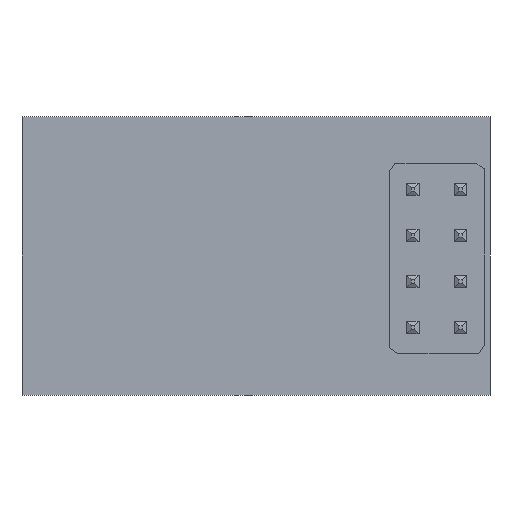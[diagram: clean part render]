
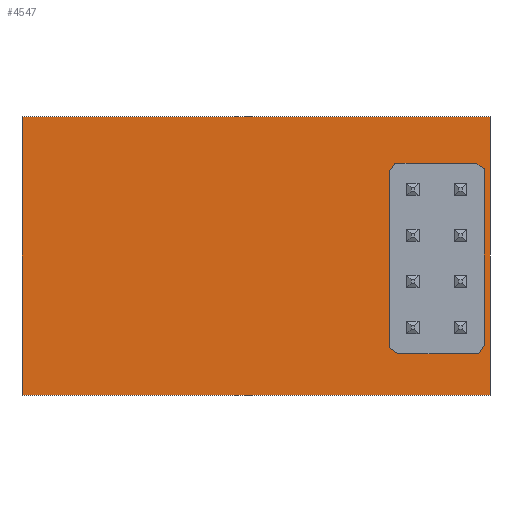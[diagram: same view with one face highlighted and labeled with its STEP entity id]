
A CAD part, front view. The second image highlights one B-rep face of the part: STEP entity #4547.
In plain terms, the highlighted planar face has unit normal (0, -1, 0).
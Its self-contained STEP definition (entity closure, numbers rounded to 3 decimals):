
#37 = VERTEX_POINT ( 'NONE', #2189 ) ;
#75 = VECTOR ( 'NONE', #4440, 1000. ) ;
#115 = LINE ( 'NONE', #8023, #7372 ) ;
#204 = PLANE ( 'NONE',  #615 ) ;
#260 = DIRECTION ( 'NONE',  ( 0., 0., -1. ) ) ;
#288 = CARTESIAN_POINT ( 'NONE',  ( 19.745, 0., -12.45 ) ) ;
#348 = ORIENTED_EDGE ( 'NONE', *, *, #8251, .F. ) ;
#438 = VECTOR ( 'NONE', #4080, 1000. ) ;
#529 = EDGE_CURVE ( 'NONE', #8327, #2364, #8660, .T. ) ;
#615 = AXIS2_PLACEMENT_3D ( 'NONE', #2921, #7036, #3006 ) ;
#684 = CARTESIAN_POINT ( 'NONE',  ( 19.745, 0., -12.45 ) ) ;
#921 = LINE ( 'NONE', #6736, #2062 ) ;
#982 = ORIENTED_EDGE ( 'NONE', *, *, #8604, .F. ) ;
#990 = VECTOR ( 'NONE', #6177, 1000. ) ;
#1051 = CARTESIAN_POINT ( 'NONE',  ( 24.3, 0., -2.45 ) ) ;
#1152 = CARTESIAN_POINT ( 'NONE',  ( 23.855, 0., -2.45 ) ) ;
#1170 = ORIENTED_EDGE ( 'NONE', *, *, #6495, .F. ) ;
#1180 = LINE ( 'NONE', #1051, #3284 ) ;
#1317 = ORIENTED_EDGE ( 'NONE', *, *, #4566, .F. ) ;
#1693 = CARTESIAN_POINT ( 'NONE',  ( 24.6, 0., 0. ) ) ;
#1744 = VERTEX_POINT ( 'NONE', #4423 ) ;
#1844 = LINE ( 'NONE', #8411, #75 ) ;
#1891 = CARTESIAN_POINT ( 'NONE',  ( 24., 0., -12.45 ) ) ;
#1900 = EDGE_CURVE ( 'NONE', #8137, #7686, #3995, .T. ) ;
#2062 = VECTOR ( 'NONE', #2703, 1000. ) ;
#2072 = VERTEX_POINT ( 'NONE', #8072 ) ;
#2189 = CARTESIAN_POINT ( 'NONE',  ( 0., 0., -14.65 ) ) ;
#2234 = CARTESIAN_POINT ( 'NONE',  ( 0., 0., 0. ) ) ;
#2245 = CARTESIAN_POINT ( 'NONE',  ( 19.6, 0., -2.45 ) ) ;
#2264 = VECTOR ( 'NONE', #260, 1000. ) ;
#2267 = VECTOR ( 'NONE', #5406, 1000. ) ;
#2312 = VERTEX_POINT ( 'NONE', #1152 ) ;
#2364 = VERTEX_POINT ( 'NONE', #5814 ) ;
#2589 = DIRECTION ( 'NONE',  ( 0.559, 0., 0.829 ) ) ;
#2703 = DIRECTION ( 'NONE',  ( 0., 0., 1. ) ) ;
#2789 = EDGE_CURVE ( 'NONE', #3037, #3019, #3859, .T. ) ;
#2791 = FACE_BOUND ( 'NONE', #8423, .T. ) ;
#2805 = LINE ( 'NONE', #3528, #990 ) ;
#2826 = DIRECTION ( 'NONE',  ( 0., 0., -1. ) ) ;
#2838 = VECTOR ( 'NONE', #4522, 1000. ) ;
#2921 = CARTESIAN_POINT ( 'NONE',  ( 0., 0., 0. ) ) ;
#3006 = DIRECTION ( 'NONE',  ( 0., 0., -1. ) ) ;
#3019 = VERTEX_POINT ( 'NONE', #5418 ) ;
#3037 = VERTEX_POINT ( 'NONE', #684 ) ;
#3284 = VECTOR ( 'NONE', #4990, 1000. ) ;
#3517 = EDGE_CURVE ( 'NONE', #2312, #6749, #2805, .T. ) ;
#3528 = CARTESIAN_POINT ( 'NONE',  ( 23.855, 0., -2.45 ) ) ;
#3616 = EDGE_CURVE ( 'NONE', #8137, #3019, #3934, .T. ) ;
#3649 = CARTESIAN_POINT ( 'NONE',  ( 19.3, 0., -2.895 ) ) ;
#3711 = ORIENTED_EDGE ( 'NONE', *, *, #2789, .T. ) ;
#3791 = ORIENTED_EDGE ( 'NONE', *, *, #8012, .T. ) ;
#3859 = LINE ( 'NONE', #288, #2838 ) ;
#3934 = LINE ( 'NONE', #5396, #7128 ) ;
#3995 = LINE ( 'NONE', #5226, #5039 ) ;
#4080 = DIRECTION ( 'NONE',  ( 1., 0., 0. ) ) ;
#4088 = CARTESIAN_POINT ( 'NONE',  ( 0., 0., -14.65 ) ) ;
#4244 = VERTEX_POINT ( 'NONE', #1891 ) ;
#4267 = ORIENTED_EDGE ( 'NONE', *, *, #4715, .F. ) ;
#4299 = VECTOR ( 'NONE', #7035, 1000. ) ;
#4395 = CARTESIAN_POINT ( 'NONE',  ( 24.3, 0., -12.45 ) ) ;
#4423 = CARTESIAN_POINT ( 'NONE',  ( 24.3, 0., -12.005 ) ) ;
#4440 = DIRECTION ( 'NONE',  ( 0., 0., 1. ) ) ;
#4522 = DIRECTION ( 'NONE',  ( -0.829, 0., 0.559 ) ) ;
#4547 = ADVANCED_FACE ( 'NONE', ( #7299, #2791 ), #204, .T. ) ;
#4566 = EDGE_CURVE ( 'NONE', #2312, #7686, #1180, .T. ) ;
#4606 = CARTESIAN_POINT ( 'NONE',  ( 24.3, 0., -2.75 ) ) ;
#4715 = EDGE_CURVE ( 'NONE', #3037, #4244, #8226, .T. ) ;
#4990 = DIRECTION ( 'NONE',  ( -1., 0., 0. ) ) ;
#5039 = VECTOR ( 'NONE', #2589, 1000. ) ;
#5226 = CARTESIAN_POINT ( 'NONE',  ( 19.3, 0., -2.895 ) ) ;
#5396 = CARTESIAN_POINT ( 'NONE',  ( 19.3, 0., -12.45 ) ) ;
#5406 = DIRECTION ( 'NONE',  ( -1., 0., 0. ) ) ;
#5418 = CARTESIAN_POINT ( 'NONE',  ( 19.3, 0., -12.15 ) ) ;
#5814 = CARTESIAN_POINT ( 'NONE',  ( 24.6, 0., -14.65 ) ) ;
#5844 = LINE ( 'NONE', #4088, #2267 ) ;
#6085 = LINE ( 'NONE', #2234, #4299 ) ;
#6177 = DIRECTION ( 'NONE',  ( 0.829, 0., -0.559 ) ) ;
#6268 = EDGE_CURVE ( 'NONE', #2364, #37, #5844, .T. ) ;
#6448 = ORIENTED_EDGE ( 'NONE', *, *, #1900, .T. ) ;
#6495 = EDGE_CURVE ( 'NONE', #37, #2072, #1844, .T. ) ;
#6736 = CARTESIAN_POINT ( 'NONE',  ( 24.3, 0., -12.45 ) ) ;
#6749 = VERTEX_POINT ( 'NONE', #4606 ) ;
#6761 = ORIENTED_EDGE ( 'NONE', *, *, #529, .F. ) ;
#7035 = DIRECTION ( 'NONE',  ( 1., 0., 0. ) ) ;
#7036 = DIRECTION ( 'NONE',  ( 0., -1., 0. ) ) ;
#7128 = VECTOR ( 'NONE', #2826, 1000. ) ;
#7299 = FACE_OUTER_BOUND ( 'NONE', #8470, .T. ) ;
#7372 = VECTOR ( 'NONE', #7437, 1000. ) ;
#7437 = DIRECTION ( 'NONE',  ( -0.559, 0., -0.829 ) ) ;
#7579 = CARTESIAN_POINT ( 'NONE',  ( 24.6, 0., 0. ) ) ;
#7686 = VERTEX_POINT ( 'NONE', #2245 ) ;
#8012 = EDGE_CURVE ( 'NONE', #1744, #4244, #115, .T. ) ;
#8023 = CARTESIAN_POINT ( 'NONE',  ( 24.3, 0., -12.005 ) ) ;
#8072 = CARTESIAN_POINT ( 'NONE',  ( 0., 0., 0. ) ) ;
#8079 = ORIENTED_EDGE ( 'NONE', *, *, #6268, .F. ) ;
#8137 = VERTEX_POINT ( 'NONE', #3649 ) ;
#8215 = ORIENTED_EDGE ( 'NONE', *, *, #3616, .F. ) ;
#8226 = LINE ( 'NONE', #4395, #438 ) ;
#8232 = ORIENTED_EDGE ( 'NONE', *, *, #3517, .T. ) ;
#8251 = EDGE_CURVE ( 'NONE', #2072, #8327, #6085, .T. ) ;
#8327 = VERTEX_POINT ( 'NONE', #1693 ) ;
#8411 = CARTESIAN_POINT ( 'NONE',  ( 0., 0., 0. ) ) ;
#8423 = EDGE_LOOP ( 'NONE', ( #1317, #8232, #982, #3791, #4267, #3711, #8215, #6448 ) ) ;
#8470 = EDGE_LOOP ( 'NONE', ( #1170, #8079, #6761, #348 ) ) ;
#8604 = EDGE_CURVE ( 'NONE', #1744, #6749, #921, .T. ) ;
#8660 = LINE ( 'NONE', #7579, #2264 ) ;
